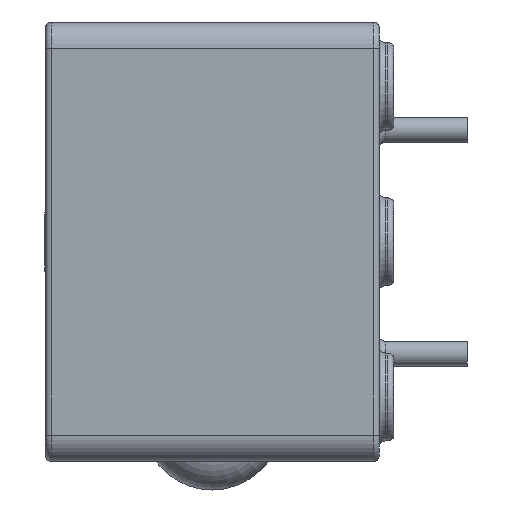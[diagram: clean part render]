
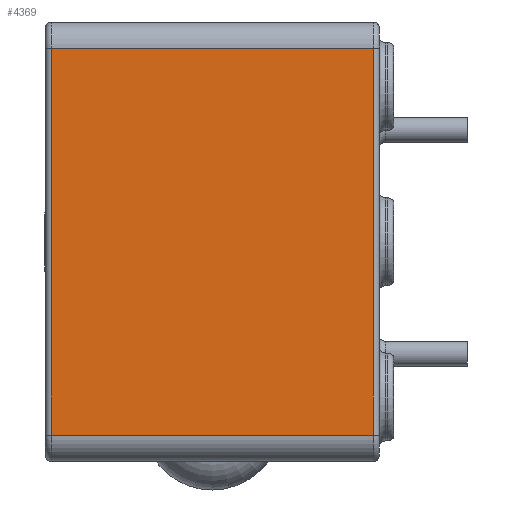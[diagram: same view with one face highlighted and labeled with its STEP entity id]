
A CAD part, left-side view. The second image highlights one B-rep face of the part: STEP entity #4369.
In plain terms, the highlighted planar face has unit normal (-1, 0, 0).
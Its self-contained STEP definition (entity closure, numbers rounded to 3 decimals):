
#4002=CARTESIAN_POINT('',(-25.4,11.2,6.6));
#4003=VERTEX_POINT('',#4002);
#4011=CARTESIAN_POINT('',(-25.4,0.2,6.6));
#4012=VERTEX_POINT('',#4011);
#4013=CARTESIAN_POINT('',(-25.4,11.2,6.6));
#4014=DIRECTION('',(0.,-1.,0.));
#4015=VECTOR('',#4014,11.);
#4016=LINE('',#4013,#4015);
#4017=EDGE_CURVE('',#4003,#4012,#4016,.T.);
#4320=CARTESIAN_POINT('',(-25.4,11.2,-6.6));
#4321=VERTEX_POINT('',#4320);
#4322=CARTESIAN_POINT('',(-25.4,0.2,-6.6));
#4323=VERTEX_POINT('',#4322);
#4324=CARTESIAN_POINT('',(-25.4,11.2,-6.6));
#4325=DIRECTION('',(0.,-1.,0.));
#4326=VECTOR('',#4325,11.);
#4327=LINE('',#4324,#4326);
#4328=EDGE_CURVE('',#4321,#4323,#4327,.T.);
#4348=CARTESIAN_POINT('',(-25.4,11.4,-6.6));
#4349=DIRECTION('',(1.,0.,0.));
#4350=DIRECTION('',(0.,0.,-1.));
#4351=AXIS2_PLACEMENT_3D('',#4348,#4349,#4350);
#4352=PLANE('',#4351);
#4353=ORIENTED_EDGE('',*,*,#4017,.F.);
#4354=CARTESIAN_POINT('',(-25.4,11.2,6.6));
#4355=DIRECTION('',(-0.,-0.,-1.));
#4356=VECTOR('',#4355,13.2);
#4357=LINE('',#4354,#4356);
#4358=EDGE_CURVE('',#4003,#4321,#4357,.T.);
#4359=ORIENTED_EDGE('',*,*,#4358,.T.);
#4360=ORIENTED_EDGE('',*,*,#4328,.T.);
#4361=CARTESIAN_POINT('',(-25.4,0.2,-6.6));
#4362=DIRECTION('',(0.,0.,1.));
#4363=VECTOR('',#4362,13.2);
#4364=LINE('',#4361,#4363);
#4365=EDGE_CURVE('',#4323,#4012,#4364,.T.);
#4366=ORIENTED_EDGE('',*,*,#4365,.T.);
#4367=EDGE_LOOP('',(#4353,#4359,#4360,#4366));
#4368=FACE_BOUND('',#4367,.T.);
#4369=ADVANCED_FACE('',(#4368),#4352,.F.);
